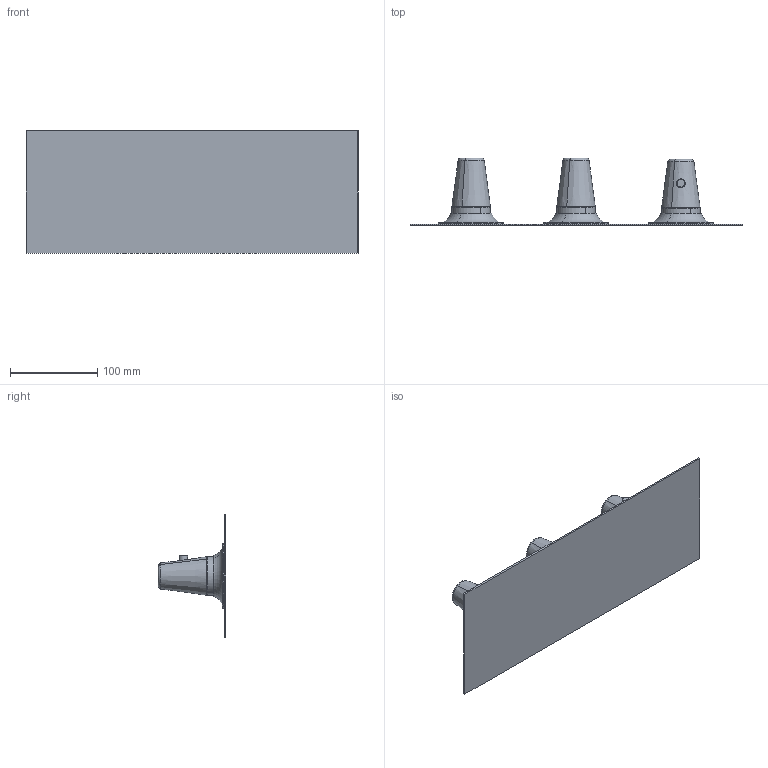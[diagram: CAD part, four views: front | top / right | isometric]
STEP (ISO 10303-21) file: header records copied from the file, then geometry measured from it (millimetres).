
FILE_DESCRIPTION(('CATIA V5 STEP Exchange'),'2;1');
FILE_NAME('VI 01R20 0 ThermoInc. orizz. 2 usc. - collettore.stp','2018-11-20T09:31:41+00:00',('none'),('none'),'Version 5-6 Release 2013','CATIA V5 STEP AP203','none');
FILE_SCHEMA(('CONFIG_CONTROL_DESIGN'));
Length unit declared in the file: millimetre
Products named in the file (1): VI 01R30 0
Bounding box: 380 x 77.65 x 140 mm (x, y, z)
Volume: 410585.2 mm3; surface area: 145015.5 mm2
Topology: 1 solids, 4 shells, 137 faces, 290 edges, 172 vertices
Faces by surface type: torus 50, cone 39, cylinder 26, plane 22
Entity records: 3461 total; most frequent: CARTESIAN_POINT 650, ORIENTED_EDGE 580, DIRECTION 490, AXIS2_PLACEMENT_3D 312, EDGE_CURVE 290, CIRCLE 208, VERTEX_POINT 172, EDGE_LOOP 154
